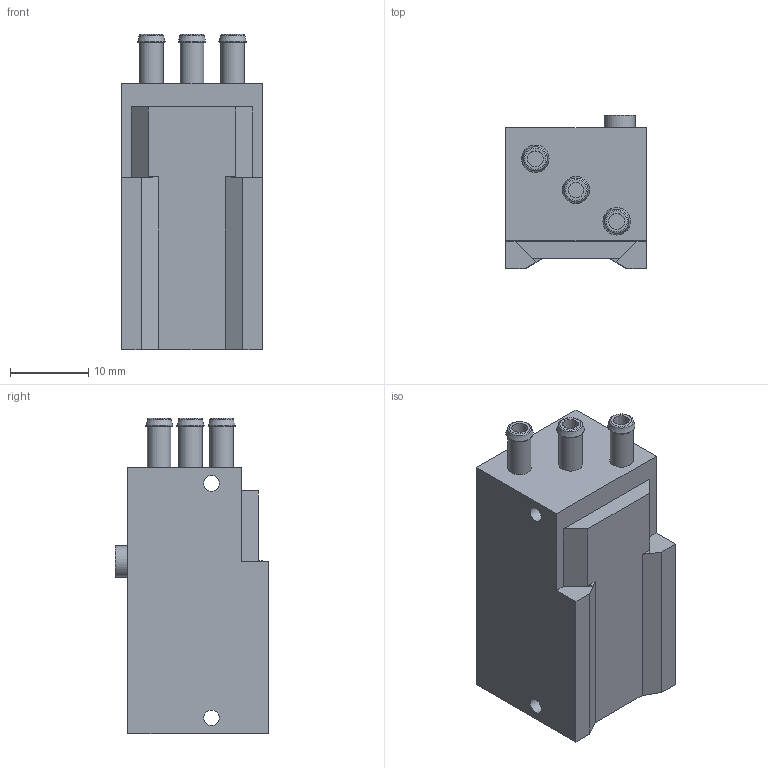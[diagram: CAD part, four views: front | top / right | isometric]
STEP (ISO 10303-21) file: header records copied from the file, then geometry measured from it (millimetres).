
FILE_DESCRIPTION(/* description */ ('STEP AP214'),/* implementation_level */ '2;1');
FILE_NAME(/* name */ '31008_SMPO-1-H-B',/* time_stamp */ '2024-09-15T08:25:34+02:00',/* author */ ('License CC BY-ND 4.0'),/* organization */ ('CADENAS'),/* preprocessor_version */ 'ST-DEVELOPER v19.3',/* originating_system */ 'PARTsolutions',/* authorisation */ ' ');
FILE_SCHEMA (('AUTOMOTIVE_DESIGN {1 0 10303 214 3 1 1}'));
Length unit declared in the file: millimetre
Products named in the file (1): 31008 SMPO-1-H-B
Bounding box: 18 x 19.6 x 40.3 mm (x, y, z)
Volume: 10158.3 mm3; surface area: 3604.8 mm2
Topology: 1 solids, 1 shells, 49 faces, 103 edges, 67 vertices
Faces by surface type: plane 29, cylinder 10, torus 6, cone 4
Full cylindrical faces by diameter (mm): 2 x5, 3 x3, 3.242 x1, 4 x1
Entity records: 1230 total; most frequent: DIRECTION 214, CARTESIAN_POINT 196, ORIENTED_EDGE 162, EDGE_LOOP 84, FACE_BOUND 84, AXIS2_PLACEMENT_3D 83, EDGE_CURVE 81, VERTEX_POINT 65
